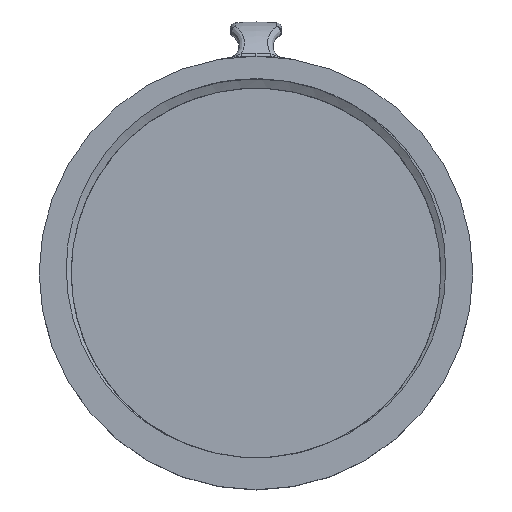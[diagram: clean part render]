
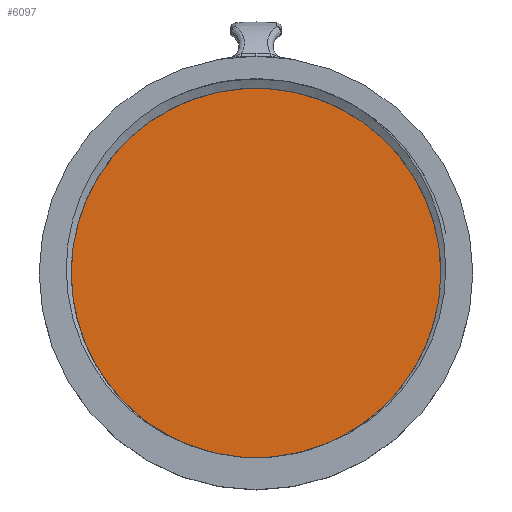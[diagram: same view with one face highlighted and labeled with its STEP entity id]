
A CAD part, top view. The second image highlights one B-rep face of the part: STEP entity #6097.
In plain terms, the highlighted planar face has unit normal (0, 0, 1).
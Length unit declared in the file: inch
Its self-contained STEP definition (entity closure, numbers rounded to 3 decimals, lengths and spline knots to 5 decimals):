
#279 = CARTESIAN_POINT ( 'NONE',  ( 0.93393, -1.91299, -0.82756 ) ) ;
#468 = CARTESIAN_POINT ( 'NONE',  ( 0.10739, -2.12233, -0.82756 ) ) ;
#505 = CARTESIAN_POINT ( 'NONE',  ( 0.0336, -2.12193, -0.82756 ) ) ;
#563 = EDGE_CURVE ( 'NONE', #7551, #8373, #3144, .T. ) ;
#595 = ORIENTED_EDGE ( 'NONE', *, *, #1329, .F. ) ;
#957 = ORIENTED_EDGE ( 'NONE', *, *, #563, .T. ) ;
#986 = CARTESIAN_POINT ( 'NONE',  ( 1.76136, -1.19311, -0.82756 ) ) ;
#1127 = EDGE_CURVE ( 'NONE', #8373, #4523, #6287, .T. ) ;
#1329 = EDGE_CURVE ( 'NONE', #7551, #6310, #5260, .T. ) ;
#1402 = FACE_OUTER_BOUND ( 'NONE', #2974, .T. ) ;
#1543 = CARTESIAN_POINT ( 'NONE',  ( 1.91633, -0.92282, -0.82756 ) ) ;
#1673 = CARTESIAN_POINT ( 'NONE',  ( 0.68943, -2.01405, -0.82756 ) ) ;
#1712 = CARTESIAN_POINT ( 'NONE',  ( 1.31027, -1.6778, -0.82756 ) ) ;
#1849 = CARTESIAN_POINT ( 'NONE',  ( -2.1222, 0., -0.82756 ) ) ;
#1880 = B_SPLINE_CURVE_WITH_KNOTS ( 'NONE', 3,
 ( #4147, #7420, #8138, #7506 ),
 .UNSPECIFIED., .F., .F.,
 ( 4, 4 ),
 ( 0., 0.00557 ),
 .UNSPECIFIED. ) ;
#2044 = CARTESIAN_POINT ( 'NONE',  ( 0.25479, -2.11163, -0.82756 ) ) ;
#2323 = CARTESIAN_POINT ( 'NONE',  ( 0.8539, -1.95002, -0.82756 ) ) ;
#2443 = CIRCLE ( 'NONE', #2722, 2.1222 ) ;
#2722 = AXIS2_PLACEMENT_3D ( 'NONE', #5764, #8354, #7724 ) ;
#2771 = CARTESIAN_POINT ( 'NONE',  ( 0., 0., -0.82756 ) ) ;
#2957 = CARTESIAN_POINT ( 'NONE',  ( 1.56929, -1.43845, -0.82756 ) ) ;
#2974 = EDGE_LOOP ( 'NONE', ( #595, #957, #8227, #4749, #4397, #5429 ) ) ;
#3144 = B_SPLINE_CURVE_WITH_KNOTS ( 'NONE', 3,
 ( #505, #468, #7532, #5653 ),
 .UNSPECIFIED., .F., .F.,
 ( 4, 4 ),
 ( 0.01042, 0.01605 ),
 .UNSPECIFIED. ) ;
#3227 = CARTESIAN_POINT ( 'NONE',  ( 1.99676, -0.71881, -0.82756 ) ) ;
#3237 = AXIS2_PLACEMENT_3D ( 'NONE', #4049, #6647, #6011 ) ;
#3448 = DIRECTION ( 'NONE',  ( -1., 0., 0. ) ) ;
#3552 = CARTESIAN_POINT ( 'NONE',  ( 0.25479, -2.11163, -0.82756 ) ) ;
#4001 = PLANE ( 'NONE',  #7599 ) ;
#4049 = CARTESIAN_POINT ( 'NONE',  ( 0., 0., -0.82756 ) ) ;
#4146 = CARTESIAN_POINT ( 'NONE',  ( 1.05065, -1.84987, -0.82756 ) ) ;
#4147 = CARTESIAN_POINT ( 'NONE',  ( 1.91633, -0.92282, -0.82756 ) ) ;
#4310 = CARTESIAN_POINT ( 'NONE',  ( 1.73599, -1.22974, -0.82756 ) ) ;
#4397 = ORIENTED_EDGE ( 'NONE', *, *, #6750, .F. ) ;
#4494 = VERTEX_POINT ( 'NONE', #3227 ) ;
#4523 = VERTEX_POINT ( 'NONE', #5689 ) ;
#4681 = CARTESIAN_POINT ( 'NONE',  ( 0., 0., -0.82756 ) ) ;
#4749 = ORIENTED_EDGE ( 'NONE', *, *, #5049, .T. ) ;
#4778 = CARTESIAN_POINT ( 'NONE',  ( 1.089, -1.82756, -0.82756 ) ) ;
#4905 = CARTESIAN_POINT ( 'NONE',  ( 1.87753, -1.0034, -0.82756 ) ) ;
#4943 = CARTESIAN_POINT ( 'NONE',  ( 1.16457, -1.78036, -0.82756 ) ) ;
#5049 = EDGE_CURVE ( 'NONE', #4523, #4494, #1880, .T. ) ;
#5260 = CIRCLE ( 'NONE', #3237, 2.1222 ) ;
#5374 = CARTESIAN_POINT ( 'NONE',  ( 0.0336, -2.12193, -0.82756 ) ) ;
#5429 = ORIENTED_EDGE ( 'NONE', *, *, #8313, .F. ) ;
#5458 = CARTESIAN_POINT ( 'NONE',  ( 1.37875, -1.62195, -0.82756 ) ) ;
#5544 = CARTESIAN_POINT ( 'NONE',  ( 0.60499, -2.04105, -0.82756 ) ) ;
#5653 = CARTESIAN_POINT ( 'NONE',  ( 0.25479, -2.11163, -0.82756 ) ) ;
#5689 = CARTESIAN_POINT ( 'NONE',  ( 1.91633, -0.92282, -0.82756 ) ) ;
#5764 = CARTESIAN_POINT ( 'NONE',  ( 0., 0., -0.82756 ) ) ;
#6011 = DIRECTION ( 'NONE',  ( -1., 0., 0. ) ) ;
#6061 = CARTESIAN_POINT ( 'NONE',  ( 1.20181, -1.75543, -0.82756 ) ) ;
#6097 = ADVANCED_FACE ( 'NONE', ( #1402 ), #4001, .F. ) ;
#6103 = CARTESIAN_POINT ( 'NONE',  ( 0.43153, -2.08463, -0.82756 ) ) ;
#6152 = VERTEX_POINT ( 'NONE', #7438 ) ;
#6232 = CARTESIAN_POINT ( 'NONE',  ( 1.65512, -1.33659, -0.82756 ) ) ;
#6258 = CIRCLE ( 'NONE', #6531, 2.1222 ) ;
#6287 = B_SPLINE_CURVE_WITH_KNOTS ( 'NONE', 3,
 ( #3552, #6902, #6103, #5544, #1673, #2323, #279, #4146, #4778, #4943, #6061, #1712, #5458, #7378, #2957, #6232, #8015, #4310, #986, #8054, #4905, #1543 ),
 .UNSPECIFIED., .F., .F.,
 ( 4, 2, 2, 2, 2, 2, 2, 2, 2, 2, 4 ),
 ( 0., 0.00681, 0.01363, 0.02044, 0.02385, 0.02726, 0.03407, 0.04089, 0.04429, 0.0477, 0.05452 ),
 .UNSPECIFIED. ) ;
#6310 = VERTEX_POINT ( 'NONE', #1849 ) ;
#6470 = DIRECTION ( 'NONE',  ( 0., 0., -1. ) ) ;
#6531 = AXIS2_PLACEMENT_3D ( 'NONE', #2771, #6677, #3448 ) ;
#6598 = DIRECTION ( 'NONE',  ( -1., 0., 0. ) ) ;
#6647 = DIRECTION ( 'NONE',  ( 0., 0., -1. ) ) ;
#6677 = DIRECTION ( 'NONE',  ( 0., 0., -1. ) ) ;
#6750 = EDGE_CURVE ( 'NONE', #6152, #4494, #2443, .T. ) ;
#6902 = CARTESIAN_POINT ( 'NONE',  ( 0.34358, -2.10092, -0.82756 ) ) ;
#7378 = CARTESIAN_POINT ( 'NONE',  ( 1.50826, -1.50228, -0.82756 ) ) ;
#7420 = CARTESIAN_POINT ( 'NONE',  ( 1.94669, -0.85615, -0.82756 ) ) ;
#7438 = CARTESIAN_POINT ( 'NONE',  ( 2.1222, 0., -0.82756 ) ) ;
#7506 = CARTESIAN_POINT ( 'NONE',  ( 1.99676, -0.71881, -0.82756 ) ) ;
#7532 = CARTESIAN_POINT ( 'NONE',  ( 0.18112, -2.11891, -0.82756 ) ) ;
#7551 = VERTEX_POINT ( 'NONE', #5374 ) ;
#7599 = AXIS2_PLACEMENT_3D ( 'NONE', #4681, #6470, #6598 ) ;
#7724 = DIRECTION ( 'NONE',  ( -1., 0., 0. ) ) ;
#8015 = CARTESIAN_POINT ( 'NONE',  ( 1.68284, -1.30153, -0.82756 ) ) ;
#8054 = CARTESIAN_POINT ( 'NONE',  ( 1.83391, -1.08103, -0.82756 ) ) ;
#8138 = CARTESIAN_POINT ( 'NONE',  ( 1.97349, -0.78815, -0.82756 ) ) ;
#8227 = ORIENTED_EDGE ( 'NONE', *, *, #1127, .T. ) ;
#8313 = EDGE_CURVE ( 'NONE', #6310, #6152, #6258, .T. ) ;
#8354 = DIRECTION ( 'NONE',  ( 0., 0., -1. ) ) ;
#8373 = VERTEX_POINT ( 'NONE', #2044 ) ;
